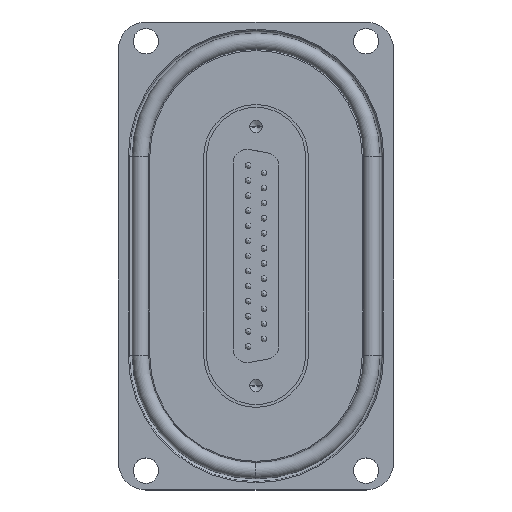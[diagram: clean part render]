
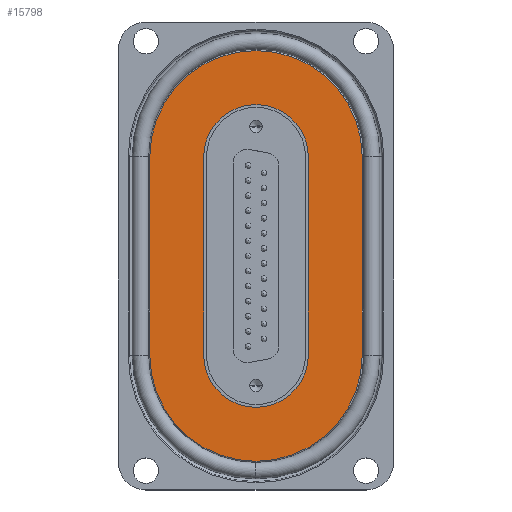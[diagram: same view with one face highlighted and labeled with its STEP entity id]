
A CAD part, top view. The second image highlights one B-rep face of the part: STEP entity #15798.
In plain terms, the highlighted planar face has unit normal (0, 0, 1).
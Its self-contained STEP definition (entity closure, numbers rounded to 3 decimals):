
#287 = VERTEX_POINT ( 'NONE', #19532 ) ;
#295 = DIRECTION ( 'NONE',  ( 1., 0., 0. ) ) ;
#618 = LINE ( 'NONE', #11465, #9721 ) ;
#965 = EDGE_CURVE ( 'NONE', #14808, #1715, #618, .T. ) ;
#1119 = DIRECTION ( 'NONE',  ( 0., 0., 1. ) ) ;
#1709 = ORIENTED_EDGE ( 'NONE', *, *, #7030, .F. ) ;
#1715 = VERTEX_POINT ( 'NONE', #15984 ) ;
#1773 = LINE ( 'NONE', #17136, #15661 ) ;
#2101 = DIRECTION ( 'NONE',  ( 0., -1., 0. ) ) ;
#2118 = VECTOR ( 'NONE', #2101, 1000. ) ;
#2292 = VERTEX_POINT ( 'NONE', #15797 ) ;
#2421 = DIRECTION ( 'NONE',  ( 0., 1., 0. ) ) ;
#3449 = ORIENTED_EDGE ( 'NONE', *, *, #12402, .F. ) ;
#3536 = AXIS2_PLACEMENT_3D ( 'NONE', #15099, #4219, #16876 ) ;
#3999 = ORIENTED_EDGE ( 'NONE', *, *, #5356, .T. ) ;
#4219 = DIRECTION ( 'NONE',  ( 0., 0., 1. ) ) ;
#4854 = AXIS2_PLACEMENT_3D ( 'NONE', #22006, #11181, #295 ) ;
#5288 = CARTESIAN_POINT ( 'NONE',  ( 9.5, 18., 10. ) ) ;
#5356 = EDGE_CURVE ( 'NONE', #2292, #18609, #20813, .T. ) ;
#5733 = CARTESIAN_POINT ( 'NONE',  ( 0., 0., 10. ) ) ;
#6716 = ORIENTED_EDGE ( 'NONE', *, *, #12265, .F. ) ;
#7030 = EDGE_CURVE ( 'NONE', #11611, #17321, #9387, .T. ) ;
#7479 = AXIS2_PLACEMENT_3D ( 'NONE', #10591, #23200, #12408 ) ;
#7535 = DIRECTION ( 'NONE',  ( 1., 0., 0. ) ) ;
#7869 = CARTESIAN_POINT ( 'NONE',  ( 9.5, 18., 10. ) ) ;
#7997 = VECTOR ( 'NONE', #22332, 1000. ) ;
#8459 = FACE_OUTER_BOUND ( 'NONE', #16790, .T. ) ;
#8822 = AXIS2_PLACEMENT_3D ( 'NONE', #5733, #18396, #7535 ) ;
#9079 = CIRCLE ( 'NONE', #7479, 19.3 ) ;
#9387 = CIRCLE ( 'NONE', #3536, 9.5 ) ;
#9721 = VECTOR ( 'NONE', #2421, 1000. ) ;
#10591 = CARTESIAN_POINT ( 'NONE',  ( 0., -18., 10. ) ) ;
#10932 = EDGE_CURVE ( 'NONE', #11321, #287, #15107, .T. ) ;
#11181 = DIRECTION ( 'NONE',  ( 0., 0., 1. ) ) ;
#11313 = EDGE_CURVE ( 'NONE', #18609, #14808, #9079, .T. ) ;
#11321 = VERTEX_POINT ( 'NONE', #15991 ) ;
#11465 = CARTESIAN_POINT ( 'NONE',  ( 19.3, 0., 10. ) ) ;
#11611 = VERTEX_POINT ( 'NONE', #5288 ) ;
#11971 = CARTESIAN_POINT ( 'NONE',  ( 0., 18., 10. ) ) ;
#12265 = EDGE_CURVE ( 'NONE', #287, #11611, #14554, .T. ) ;
#12394 = EDGE_CURVE ( 'NONE', #1715, #2292, #17919, .T. ) ;
#12402 = EDGE_CURVE ( 'NONE', #17321, #11321, #1773, .T. ) ;
#12408 = DIRECTION ( 'NONE',  ( 1., 0., 0. ) ) ;
#12925 = ORIENTED_EDGE ( 'NONE', *, *, #965, .T. ) ;
#13470 = EDGE_LOOP ( 'NONE', ( #1709, #6716, #20078, #3449 ) ) ;
#13803 = DIRECTION ( 'NONE',  ( 1., 0., 0. ) ) ;
#14554 = LINE ( 'NONE', #7869, #7997 ) ;
#14592 = CARTESIAN_POINT ( 'NONE',  ( -19.3, -18., 10. ) ) ;
#14797 = CARTESIAN_POINT ( 'NONE',  ( -19.3, 0., 10. ) ) ;
#14808 = VERTEX_POINT ( 'NONE', #22202 ) ;
#15099 = CARTESIAN_POINT ( 'NONE',  ( 0., 18., 10. ) ) ;
#15107 = CIRCLE ( 'NONE', #4854, 9.5 ) ;
#15661 = VECTOR ( 'NONE', #17365, 1000. ) ;
#15797 = CARTESIAN_POINT ( 'NONE',  ( -19.3, 18., 10. ) ) ;
#15798 = ADVANCED_FACE ( 'NONE', ( #17529, #8459 ), #21949, .T. ) ;
#15984 = CARTESIAN_POINT ( 'NONE',  ( 19.3, 18., 10. ) ) ;
#15991 = CARTESIAN_POINT ( 'NONE',  ( -9.5, -18., 10. ) ) ;
#16318 = CARTESIAN_POINT ( 'NONE',  ( -9.5, 18., 10. ) ) ;
#16790 = EDGE_LOOP ( 'NONE', ( #12925, #20550, #3999, #21393 ) ) ;
#16876 = DIRECTION ( 'NONE',  ( 1., 0., 0. ) ) ;
#17136 = CARTESIAN_POINT ( 'NONE',  ( -9.5, 18., 10. ) ) ;
#17321 = VERTEX_POINT ( 'NONE', #16318 ) ;
#17365 = DIRECTION ( 'NONE',  ( 0., -1., 0. ) ) ;
#17529 = FACE_BOUND ( 'NONE', #13470, .T. ) ;
#17919 = CIRCLE ( 'NONE', #19316, 19.3 ) ;
#18396 = DIRECTION ( 'NONE',  ( 0., 0., 1. ) ) ;
#18609 = VERTEX_POINT ( 'NONE', #14592 ) ;
#19316 = AXIS2_PLACEMENT_3D ( 'NONE', #11971, #1119, #13803 ) ;
#19532 = CARTESIAN_POINT ( 'NONE',  ( 9.5, -18., 10. ) ) ;
#20078 = ORIENTED_EDGE ( 'NONE', *, *, #10932, .F. ) ;
#20550 = ORIENTED_EDGE ( 'NONE', *, *, #12394, .T. ) ;
#20813 = LINE ( 'NONE', #14797, #2118 ) ;
#21393 = ORIENTED_EDGE ( 'NONE', *, *, #11313, .T. ) ;
#21949 = PLANE ( 'NONE',  #8822 ) ;
#22006 = CARTESIAN_POINT ( 'NONE',  ( 0., -18., 10. ) ) ;
#22202 = CARTESIAN_POINT ( 'NONE',  ( 19.3, -18., 10. ) ) ;
#22332 = DIRECTION ( 'NONE',  ( 0., 1., 0. ) ) ;
#23200 = DIRECTION ( 'NONE',  ( 0., 0., 1. ) ) ;
